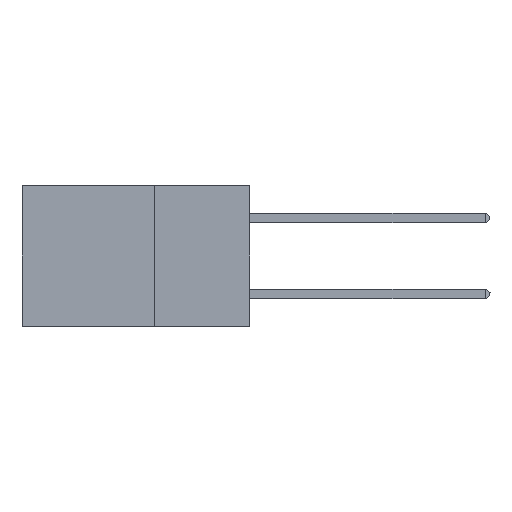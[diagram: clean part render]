
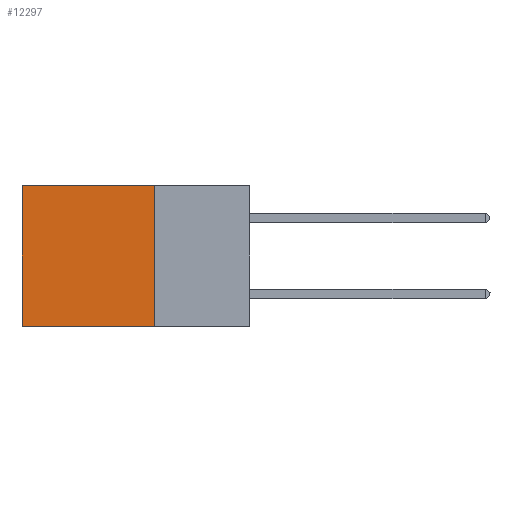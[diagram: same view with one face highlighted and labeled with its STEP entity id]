
A CAD part, left-side view. The second image highlights one B-rep face of the part: STEP entity #12297.
In plain terms, the highlighted planar face has unit normal (-1, 0, 0).
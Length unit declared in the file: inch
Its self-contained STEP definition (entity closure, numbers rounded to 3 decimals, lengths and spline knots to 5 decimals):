
#117 = CARTESIAN_POINT ( 'NONE',  ( 0.2875, 0.6, 0. ) ) ;
#2272 = DIRECTION ( 'NONE',  ( 0., 1., 0. ) ) ;
#4402 = LINE ( 'NONE', #44339, #12801 ) ;
#5429 = VERTEX_POINT ( 'NONE', #10949 ) ;
#5754 = VERTEX_POINT ( 'NONE', #43785 ) ;
#8807 = VERTEX_POINT ( 'NONE', #29914 ) ;
#8939 = DIRECTION ( 'NONE',  ( 0., 0., -1. ) ) ;
#10083 = LINE ( 'NONE', #117, #27572 ) ;
#10949 = CARTESIAN_POINT ( 'NONE',  ( 0.2875, 0.6, 0. ) ) ;
#12141 = ORIENTED_EDGE ( 'NONE', *, *, #15715, .T. ) ;
#12297 = ADVANCED_FACE ( 'NONE', ( #34062 ), #22941, .F. ) ;
#12801 = VECTOR ( 'NONE', #34129, 39.37008 ) ;
#13830 = CARTESIAN_POINT ( 'NONE',  ( 0.2875, 0.25, 0. ) ) ;
#14169 = VECTOR ( 'NONE', #2272, 39.37008 ) ;
#14953 = DIRECTION ( 'NONE',  ( 0., 0., -1. ) ) ;
#15715 = EDGE_CURVE ( 'NONE', #31808, #5429, #4402, .T. ) ;
#17001 = EDGE_CURVE ( 'NONE', #31808, #5754, #24171, .T. ) ;
#18497 = CARTESIAN_POINT ( 'NONE',  ( 0.2875, 0.25, 0. ) ) ;
#22940 = ORIENTED_EDGE ( 'NONE', *, *, #30714, .T. ) ;
#22941 = PLANE ( 'NONE',  #38695 ) ;
#23468 = LINE ( 'NONE', #26792, #14169 ) ;
#24171 = LINE ( 'NONE', #18497, #41379 ) ;
#24553 = ORIENTED_EDGE ( 'NONE', *, *, #42288, .F. ) ;
#26395 = CARTESIAN_POINT ( 'NONE',  ( 0.2875, 0.25, 0. ) ) ;
#26792 = CARTESIAN_POINT ( 'NONE',  ( 0.2875, 0.25, -0.37 ) ) ;
#27572 = VECTOR ( 'NONE', #35252, 39.37008 ) ;
#29847 = DIRECTION ( 'NONE',  ( 1., 0., 0. ) ) ;
#29914 = CARTESIAN_POINT ( 'NONE',  ( 0.2875, 0.6, -0.37 ) ) ;
#30714 = EDGE_CURVE ( 'NONE', #5429, #8807, #10083, .T. ) ;
#31808 = VERTEX_POINT ( 'NONE', #13830 ) ;
#34062 = FACE_OUTER_BOUND ( 'NONE', #38275, .T. ) ;
#34129 = DIRECTION ( 'NONE',  ( 0., 1., 0. ) ) ;
#35252 = DIRECTION ( 'NONE',  ( 0., 0., -1. ) ) ;
#38275 = EDGE_LOOP ( 'NONE', ( #22940, #24553, #45222, #12141 ) ) ;
#38695 = AXIS2_PLACEMENT_3D ( 'NONE', #26395, #29847, #8939 ) ;
#41379 = VECTOR ( 'NONE', #14953, 39.37008 ) ;
#42288 = EDGE_CURVE ( 'NONE', #5754, #8807, #23468, .T. ) ;
#43785 = CARTESIAN_POINT ( 'NONE',  ( 0.2875, 0.25, -0.37 ) ) ;
#44339 = CARTESIAN_POINT ( 'NONE',  ( 0.2875, 0.25, 0. ) ) ;
#45222 = ORIENTED_EDGE ( 'NONE', *, *, #17001, .F. ) ;
